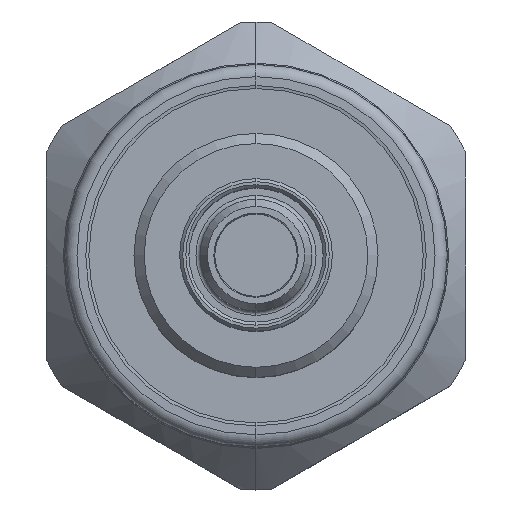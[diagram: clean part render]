
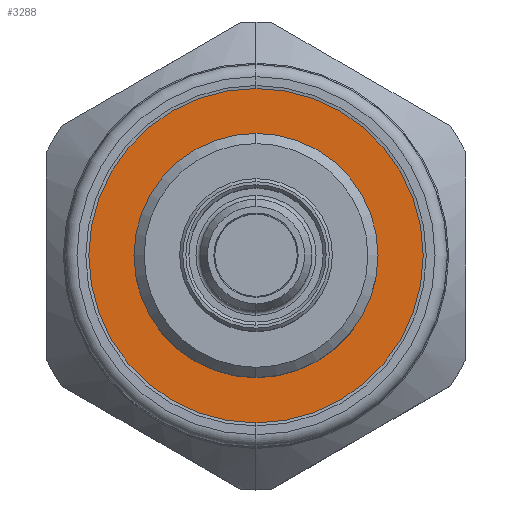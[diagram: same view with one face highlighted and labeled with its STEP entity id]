
A CAD part, top view. The second image highlights one B-rep face of the part: STEP entity #3288.
In plain terms, the highlighted planar face has unit normal (0, 0, 1).
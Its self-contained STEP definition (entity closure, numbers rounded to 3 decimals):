
#14 = AXIS2_PLACEMENT_3D ( 'NONE', #2103, #2104, #2105 ) ;
#33 = AXIS2_PLACEMENT_3D ( 'NONE', #2077, #2076, #2083 ) ;
#38 = CIRCLE ( 'NONE', #14, 6. ) ;
#101 = EDGE_CURVE ( 'NONE', #2818, #2823, #3404, .T. ) ;
#110 = EDGE_CURVE ( 'NONE', #2827, #151, #3359, .T. ) ;
#151 = VERTEX_POINT ( 'NONE', #4038 ) ;
#2076 = DIRECTION ( 'NONE',  ( 0., 0., 1. ) ) ;
#2077 = CARTESIAN_POINT ( 'NONE',  ( 0., 3.58, 0. ) ) ;
#2078 = FACE_OUTER_BOUND ( 'NONE', #4628, .T. ) ;
#2080 = FACE_BOUND ( 'NONE', #4588, .T. ) ;
#2081 = PLANE ( 'NONE',  #33 ) ;
#2083 = DIRECTION ( 'NONE',  ( 0., 1., 0. ) ) ;
#2103 = CARTESIAN_POINT ( 'NONE',  ( 0., 0., 0. ) ) ;
#2104 = DIRECTION ( 'NONE',  ( 0., 0., -1. ) ) ;
#2105 = DIRECTION ( 'NONE',  ( 1., 0., 0. ) ) ;
#2199 = CARTESIAN_POINT ( 'NONE',  ( 0., 0., 0. ) ) ;
#2200 = DIRECTION ( 'NONE',  ( 0., 0., 1. ) ) ;
#2201 = DIRECTION ( 'NONE',  ( 0., 1., 0. ) ) ;
#2415 = ORIENTED_EDGE ( 'NONE', *, *, #3317, .T. ) ;
#2440 = ORIENTED_EDGE ( 'NONE', *, *, #110, .T. ) ;
#2461 = ORIENTED_EDGE ( 'NONE', *, *, #101, .T. ) ;
#2643 = ORIENTED_EDGE ( 'NONE', *, *, #3293, .T. ) ;
#2818 = VERTEX_POINT ( 'NONE', #4477 ) ;
#2823 = VERTEX_POINT ( 'NONE', #4482 ) ;
#2827 = VERTEX_POINT ( 'NONE', #4486 ) ;
#2853 = CIRCLE ( 'NONE', #2861, 8.222 ) ;
#2861 = AXIS2_PLACEMENT_3D ( 'NONE', #2199, #2200, #2201 ) ;
#3288 = ADVANCED_FACE ( 'NONE', ( #2078, #2080 ), #2081, .T. ) ;
#3293 = EDGE_CURVE ( 'NONE', #151, #2827, #38, .T. ) ;
#3317 = EDGE_CURVE ( 'NONE', #2823, #2818, #2853, .T. ) ;
#3359 = CIRCLE ( 'NONE', #3362, 6. ) ;
#3362 = AXIS2_PLACEMENT_3D ( 'NONE', #4017, #4018, #4019 ) ;
#3404 = CIRCLE ( 'NONE', #3412, 8.222 ) ;
#3412 = AXIS2_PLACEMENT_3D ( 'NONE', #3968, #3970, #3972 ) ;
#3968 = CARTESIAN_POINT ( 'NONE',  ( 0., 0., 0. ) ) ;
#3970 = DIRECTION ( 'NONE',  ( 0., 0., 1. ) ) ;
#3972 = DIRECTION ( 'NONE',  ( 0., 1., 0. ) ) ;
#4017 = CARTESIAN_POINT ( 'NONE',  ( 0., 0., 0. ) ) ;
#4018 = DIRECTION ( 'NONE',  ( 0., 0., -1. ) ) ;
#4019 = DIRECTION ( 'NONE',  ( 1., 0., 0. ) ) ;
#4038 = CARTESIAN_POINT ( 'NONE',  ( 0., -6., 0. ) ) ;
#4477 = CARTESIAN_POINT ( 'NONE',  ( 0., 8.222, 0. ) ) ;
#4482 = CARTESIAN_POINT ( 'NONE',  ( 0., -8.222, 0. ) ) ;
#4486 = CARTESIAN_POINT ( 'NONE',  ( 0., 6., 0. ) ) ;
#4588 = EDGE_LOOP ( 'NONE', ( #2440, #2643 ) ) ;
#4628 = EDGE_LOOP ( 'NONE', ( #2415, #2461 ) ) ;
